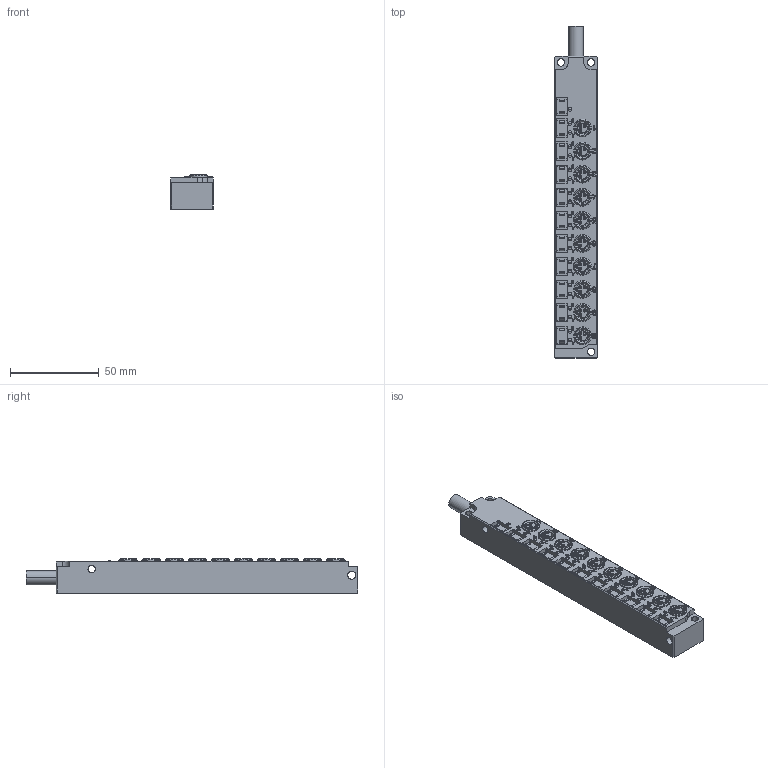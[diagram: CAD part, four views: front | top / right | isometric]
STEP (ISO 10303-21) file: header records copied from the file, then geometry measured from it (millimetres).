
FILE_DESCRIPTION(('CATIA V5 STEP Exchange','CAx-IF Rec.Pracs.--- Model Styling and Organization---1.4--- 2014-01-23'),'2;1');
FILE_NAME ('023039-3_2', '2023-06-06T06:18:43+00:00', ('none'), ('Weidmueller'), 'CATIA Version 5-6 Release 2016 SP3 HF44', 'CATIA V5 STEP AP214', 'none');
FILE_SCHEMA(('AUTOMOTIVE_DESIGN { 1 0 10303 214 1 1 1 1 }'));
Products named in the file (1): 1828650000
Bounding box: 24 x 187 x 19.2 mm (x, y, z)
Volume: 71214.1 mm3; surface area: 21937.2 mm2
Topology: 101 solids, 103 shells, 2242 faces, 5673 edges, 3794 vertices
Faces by surface type: plane 1036, bspline 412, cylinder 388, cone 274, torus 90, sphere 42
Entity records: 73363 total; most frequent: CARTESIAN_POINT 24967, ORIENTED_EDGE 11338, DIRECTION 6948, EDGE_CURVE 5669, VERTEX_POINT 3794, AXIS2_PLACEMENT_3D 2714, VECTOR 2544, LINE 2544
